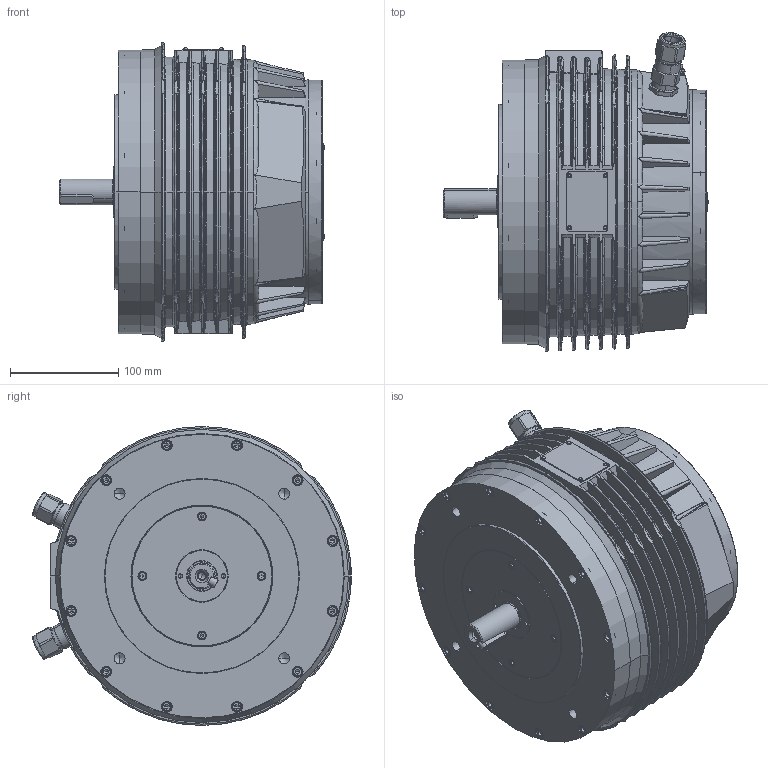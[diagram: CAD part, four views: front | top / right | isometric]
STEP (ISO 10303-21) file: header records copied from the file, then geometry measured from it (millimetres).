
FILE_DESCRIPTION((''),'2;1');
FILE_NAME('MA-30 Ex db IIC T5 Basic B14 + Resolver 2T8.stp','2014-05-23T08:08:50',('arodrigo'),(''),'Autodesk Inventor 9','Autodesk Inventor 9','');
FILE_SCHEMA(('AUTOMOTIVE_DESIGN { 1 0 10303 214 1 1 1 1 }'));
Length unit declared in the file: millimetre
Products named in the file (1): Pieza1
Bounding box: 245.28 x 294.24 x 276 mm (x, y, z)
Volume: 4547765 mm3; surface area: 643799.4 mm2
Topology: 40 solids, 40 shells, 1537 faces, 3965 edges, 2562 vertices
Faces by surface type: plane 466, bspline 396, cylinder 297, cone 208, torus 164, sphere 6
Entity records: 59564 total; most frequent: CARTESIAN_POINT 24428, ORIENTED_EDGE 7778, DIRECTION 6896, EDGE_CURVE 3889, AXIS2_PLACEMENT_3D 2830, VERTEX_POINT 2562, EDGE_LOOP 1751, CIRCLE 1684
